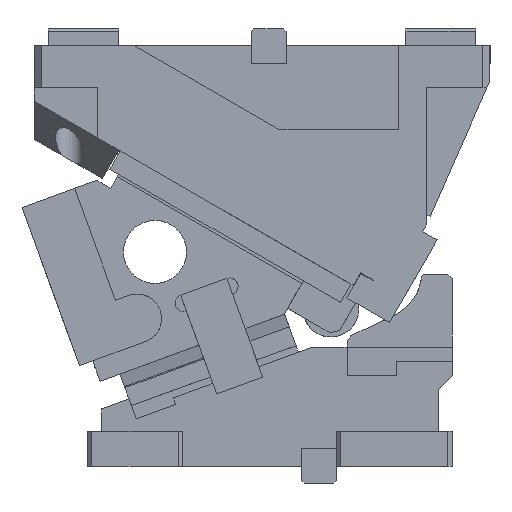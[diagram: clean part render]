
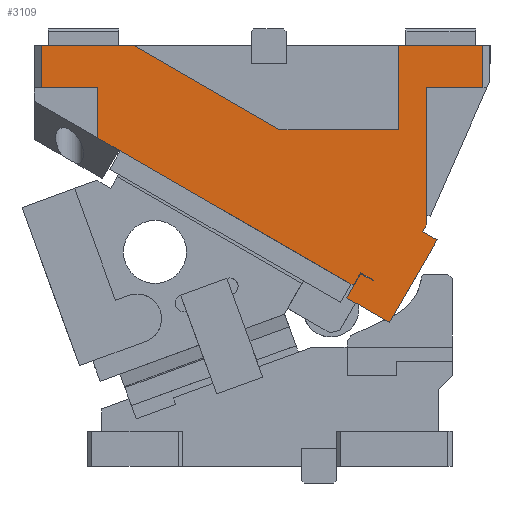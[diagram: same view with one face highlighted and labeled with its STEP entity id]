
A CAD part, left-side view. The second image highlights one B-rep face of the part: STEP entity #3109.
In plain terms, the highlighted planar face has unit normal (-1, 0, 0).
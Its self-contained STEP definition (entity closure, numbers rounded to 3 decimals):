
#1000=CARTESIAN_POINT('Vertex',(492.656,492.725,0.)) ;
#1003=CARTESIAN_POINT('Line Origine',(492.656,492.725,-15.)) ;
#1007=CARTESIAN_POINT('Vertex',(492.656,492.725,-30.)) ;
#1028=CARTESIAN_POINT('Line Origine',(492.656,512.725,-30.)) ;
#1032=CARTESIAN_POINT('Vertex',(492.656,532.725,-30.)) ;
#2023=CARTESIAN_POINT('Vertex',(492.656,807.725,0.)) ;
#2026=CARTESIAN_POINT('Line Origine',(492.656,774.609,0.)) ;
#2030=CARTESIAN_POINT('Vertex',(492.656,741.494,0.)) ;
#2675=CARTESIAN_POINT('Line Origine',(492.656,532.725,-78.536)) ;
#2679=CARTESIAN_POINT('Vertex',(492.656,532.725,-127.072)) ;
#2821=CARTESIAN_POINT('Vertex',(492.656,552.725,0.)) ;
#2824=CARTESIAN_POINT('Line Origine',(492.656,522.725,0.)) ;
#2941=CARTESIAN_POINT('Axis2P3D Location',(492.656,646.596,-62.301)) ;
#2946=CARTESIAN_POINT('Line Origine',(492.656,587.846,-169.544)) ;
#2950=CARTESIAN_POINT('Vertex',(492.656,588.712,-169.044)) ;
#2952=CARTESIAN_POINT('Vertex',(492.656,586.98,-170.044)) ;
#2955=CARTESIAN_POINT('Line Origine',(492.656,586.114,-170.544)) ;
#2959=CARTESIAN_POINT('Vertex',(492.656,585.248,-171.044)) ;
#2962=CARTESIAN_POINT('Line Origine',(492.656,582.623,-166.497)) ;
#2966=CARTESIAN_POINT('Vertex',(492.656,579.998,-161.95)) ;
#2969=CARTESIAN_POINT('Line Origine',(492.656,575.451,-164.575)) ;
#2973=CARTESIAN_POINT('Vertex',(492.656,570.904,-167.2)) ;
#2976=CARTESIAN_POINT('Line Origine',(492.656,571.029,-167.417)) ;
#2980=CARTESIAN_POINT('Vertex',(492.656,571.154,-167.633)) ;
#2983=CARTESIAN_POINT('Line Origine',(492.656,575.484,-165.133)) ;
#2987=CARTESIAN_POINT('Vertex',(492.656,579.815,-162.633)) ;
#2990=CARTESIAN_POINT('Line Origine',(492.656,584.815,-171.294)) ;
#2994=CARTESIAN_POINT('Vertex',(492.656,589.815,-179.954)) ;
#2997=CARTESIAN_POINT('Line Origine',(492.656,574.659,-188.704)) ;
#3001=CARTESIAN_POINT('Vertex',(492.656,559.504,-197.454)) ;
#3004=CARTESIAN_POINT('Line Origine',(492.656,542.504,-168.009)) ;
#3008=CARTESIAN_POINT('Vertex',(492.656,525.504,-138.564)) ;
#3011=CARTESIAN_POINT('Line Origine',(492.656,530.7,-135.564)) ;
#3015=CARTESIAN_POINT('Vertex',(492.656,535.896,-132.564)) ;
#3018=CARTESIAN_POINT('Line Origine',(492.656,534.311,-129.818)) ;
#3023=CARTESIAN_POINT('Line Origine',(492.656,552.725,-29.999)) ;
#3027=CARTESIAN_POINT('Vertex',(492.656,552.725,-59.997)) ;
#3030=CARTESIAN_POINT('Line Origine',(492.656,595.154,-59.997)) ;
#3034=CARTESIAN_POINT('Vertex',(492.656,637.583,-59.997)) ;
#3037=CARTESIAN_POINT('Line Origine',(492.656,689.538,-29.999)) ;
#3042=CARTESIAN_POINT('Line Origine',(492.656,807.725,-15.)) ;
#3046=CARTESIAN_POINT('Vertex',(492.656,807.725,-30.)) ;
#3049=CARTESIAN_POINT('Line Origine',(492.656,787.725,-30.)) ;
#3053=CARTESIAN_POINT('Vertex',(492.656,767.725,-30.)) ;
#3056=CARTESIAN_POINT('Line Origine',(492.656,767.725,-47.845)) ;
#3060=CARTESIAN_POINT('Vertex',(492.656,767.725,-65.69)) ;
#3063=CARTESIAN_POINT('Line Origine',(492.656,759.625,-70.367)) ;
#3067=CARTESIAN_POINT('Vertex',(492.656,751.524,-75.044)) ;
#3070=CARTESIAN_POINT('Line Origine',(492.656,750.658,-75.544)) ;
#3074=CARTESIAN_POINT('Vertex',(492.656,749.792,-76.044)) ;
#3077=CARTESIAN_POINT('Line Origine',(492.656,669.252,-122.544)) ;
#1004=DIRECTION('Vector Direction',(0.,0.,-1.)) ;
#1029=DIRECTION('Vector Direction',(0.,-1.,0.)) ;
#2027=DIRECTION('Vector Direction',(0.,-1.,0.)) ;
#2676=DIRECTION('Vector Direction',(0.,0.,1.)) ;
#2825=DIRECTION('Vector Direction',(0.,-1.,0.)) ;
#2942=DIRECTION('Axis2P3D Direction',(1.,0.,0.)) ;
#2943=DIRECTION('Axis2P3D XDirection',(0.,1.,0.)) ;
#2947=DIRECTION('Vector Direction',(0.,-0.866,-0.5)) ;
#2956=DIRECTION('Vector Direction',(0.,-0.866,-0.5)) ;
#2963=DIRECTION('Vector Direction',(0.,-0.5,0.866)) ;
#2970=DIRECTION('Vector Direction',(0.,-0.866,-0.5)) ;
#2977=DIRECTION('Vector Direction',(0.,0.5,-0.866)) ;
#2984=DIRECTION('Vector Direction',(0.,-0.866,-0.5)) ;
#2991=DIRECTION('Vector Direction',(0.,-0.5,0.866)) ;
#2998=DIRECTION('Vector Direction',(0.,0.866,0.5)) ;
#3005=DIRECTION('Vector Direction',(0.,0.5,-0.866)) ;
#3012=DIRECTION('Vector Direction',(0.,0.866,0.5)) ;
#3019=DIRECTION('Vector Direction',(0.,0.5,-0.866)) ;
#3024=DIRECTION('Vector Direction',(0.,0.,-1.)) ;
#3031=DIRECTION('Vector Direction',(0.,1.,0.)) ;
#3038=DIRECTION('Vector Direction',(0.,0.866,0.5)) ;
#3043=DIRECTION('Vector Direction',(0.,0.,1.)) ;
#3050=DIRECTION('Vector Direction',(0.,-1.,0.)) ;
#3057=DIRECTION('Vector Direction',(0.,0.,-1.)) ;
#3064=DIRECTION('Vector Direction',(0.,-0.866,-0.5)) ;
#3071=DIRECTION('Vector Direction',(0.,-0.866,-0.5)) ;
#3078=DIRECTION('Vector Direction',(0.,-0.866,-0.5)) ;
#2944=AXIS2_PLACEMENT_3D('Plane Axis2P3D',#2941,#2942,#2943) ;
#3083=ORIENTED_EDGE('',*,*,#2954,.T.) ;
#3084=ORIENTED_EDGE('',*,*,#2961,.T.) ;
#3085=ORIENTED_EDGE('',*,*,#2968,.T.) ;
#3086=ORIENTED_EDGE('',*,*,#2975,.T.) ;
#3087=ORIENTED_EDGE('',*,*,#2982,.T.) ;
#3088=ORIENTED_EDGE('',*,*,#2989,.F.) ;
#3089=ORIENTED_EDGE('',*,*,#2996,.F.) ;
#3090=ORIENTED_EDGE('',*,*,#3003,.F.) ;
#3091=ORIENTED_EDGE('',*,*,#3010,.F.) ;
#3092=ORIENTED_EDGE('',*,*,#3017,.T.) ;
#3093=ORIENTED_EDGE('',*,*,#3022,.F.) ;
#3094=ORIENTED_EDGE('',*,*,#2681,.T.) ;
#3095=ORIENTED_EDGE('',*,*,#1034,.T.) ;
#3096=ORIENTED_EDGE('',*,*,#1009,.F.) ;
#3097=ORIENTED_EDGE('',*,*,#2828,.F.) ;
#3098=ORIENTED_EDGE('',*,*,#3029,.T.) ;
#3099=ORIENTED_EDGE('',*,*,#3036,.T.) ;
#3100=ORIENTED_EDGE('',*,*,#3041,.T.) ;
#3101=ORIENTED_EDGE('',*,*,#2032,.F.) ;
#3102=ORIENTED_EDGE('',*,*,#3048,.F.) ;
#3103=ORIENTED_EDGE('',*,*,#3055,.T.) ;
#3104=ORIENTED_EDGE('',*,*,#3062,.T.) ;
#3105=ORIENTED_EDGE('',*,*,#3069,.T.) ;
#3106=ORIENTED_EDGE('',*,*,#3076,.T.) ;
#3107=ORIENTED_EDGE('',*,*,#3081,.T.) ;
#1005=VECTOR('Line Direction',#1004,1.) ;
#1030=VECTOR('Line Direction',#1029,1.) ;
#2028=VECTOR('Line Direction',#2027,1.) ;
#2677=VECTOR('Line Direction',#2676,1.) ;
#2826=VECTOR('Line Direction',#2825,1.) ;
#2948=VECTOR('Line Direction',#2947,1.) ;
#2957=VECTOR('Line Direction',#2956,1.) ;
#2964=VECTOR('Line Direction',#2963,1.) ;
#2971=VECTOR('Line Direction',#2970,1.) ;
#2978=VECTOR('Line Direction',#2977,1.) ;
#2985=VECTOR('Line Direction',#2984,1.) ;
#2992=VECTOR('Line Direction',#2991,1.) ;
#2999=VECTOR('Line Direction',#2998,1.) ;
#3006=VECTOR('Line Direction',#3005,1.) ;
#3013=VECTOR('Line Direction',#3012,1.) ;
#3020=VECTOR('Line Direction',#3019,1.) ;
#3025=VECTOR('Line Direction',#3024,1.) ;
#3032=VECTOR('Line Direction',#3031,1.) ;
#3039=VECTOR('Line Direction',#3038,1.) ;
#3044=VECTOR('Line Direction',#3043,1.) ;
#3051=VECTOR('Line Direction',#3050,1.) ;
#3058=VECTOR('Line Direction',#3057,1.) ;
#3065=VECTOR('Line Direction',#3064,1.) ;
#3072=VECTOR('Line Direction',#3071,1.) ;
#3079=VECTOR('Line Direction',#3078,1.) ;
#3109=ADVANCED_FACE('CAM HOLDER',(#3108),#2945,.F.) ;
#1009=EDGE_CURVE('',#1001,#1008,#1006,.T.) ;
#1034=EDGE_CURVE('',#1033,#1008,#1031,.T.) ;
#2032=EDGE_CURVE('',#2024,#2031,#2029,.T.) ;
#2681=EDGE_CURVE('',#2680,#1033,#2678,.T.) ;
#2828=EDGE_CURVE('',#2822,#1001,#2827,.T.) ;
#2954=EDGE_CURVE('',#2951,#2953,#2949,.T.) ;
#2961=EDGE_CURVE('',#2953,#2960,#2958,.T.) ;
#2968=EDGE_CURVE('',#2960,#2967,#2965,.T.) ;
#2975=EDGE_CURVE('',#2967,#2974,#2972,.T.) ;
#2982=EDGE_CURVE('',#2974,#2981,#2979,.T.) ;
#2989=EDGE_CURVE('',#2988,#2981,#2986,.T.) ;
#2996=EDGE_CURVE('',#2995,#2988,#2993,.T.) ;
#3003=EDGE_CURVE('',#3002,#2995,#3000,.T.) ;
#3010=EDGE_CURVE('',#3009,#3002,#3007,.T.) ;
#3017=EDGE_CURVE('',#3009,#3016,#3014,.T.) ;
#3022=EDGE_CURVE('',#2680,#3016,#3021,.T.) ;
#3029=EDGE_CURVE('',#2822,#3028,#3026,.T.) ;
#3036=EDGE_CURVE('',#3028,#3035,#3033,.T.) ;
#3041=EDGE_CURVE('',#3035,#2031,#3040,.T.) ;
#3048=EDGE_CURVE('',#3047,#2024,#3045,.T.) ;
#3055=EDGE_CURVE('',#3047,#3054,#3052,.T.) ;
#3062=EDGE_CURVE('',#3054,#3061,#3059,.T.) ;
#3069=EDGE_CURVE('',#3061,#3068,#3066,.T.) ;
#3076=EDGE_CURVE('',#3068,#3075,#3073,.T.) ;
#3081=EDGE_CURVE('',#3075,#2951,#3080,.T.) ;
#3082=EDGE_LOOP('',(#3083,#3084,#3085,#3086,#3087,#3088,#3089,#3090,#3091,#3092,#3093,#3094,#3095,#3096,#3097,#3098,#3099,#3100,#3101,#3102,#3103,#3104,#3105,#3106,#3107)) ;
#3108=FACE_OUTER_BOUND('',#3082,.T.) ;
#1006=LINE('Line',#1003,#1005) ;
#1031=LINE('Line',#1028,#1030) ;
#2029=LINE('Line',#2026,#2028) ;
#2678=LINE('Line',#2675,#2677) ;
#2827=LINE('Line',#2824,#2826) ;
#2949=LINE('Line',#2946,#2948) ;
#2958=LINE('Line',#2955,#2957) ;
#2965=LINE('Line',#2962,#2964) ;
#2972=LINE('Line',#2969,#2971) ;
#2979=LINE('Line',#2976,#2978) ;
#2986=LINE('Line',#2983,#2985) ;
#2993=LINE('Line',#2990,#2992) ;
#3000=LINE('Line',#2997,#2999) ;
#3007=LINE('Line',#3004,#3006) ;
#3014=LINE('Line',#3011,#3013) ;
#3021=LINE('Line',#3018,#3020) ;
#3026=LINE('Line',#3023,#3025) ;
#3033=LINE('Line',#3030,#3032) ;
#3040=LINE('Line',#3037,#3039) ;
#3045=LINE('Line',#3042,#3044) ;
#3052=LINE('Line',#3049,#3051) ;
#3059=LINE('Line',#3056,#3058) ;
#3066=LINE('Line',#3063,#3065) ;
#3073=LINE('Line',#3070,#3072) ;
#3080=LINE('Line',#3077,#3079) ;
#2945=PLANE('Plane',#2944) ;
#1001=VERTEX_POINT('',#1000) ;
#1008=VERTEX_POINT('',#1007) ;
#1033=VERTEX_POINT('',#1032) ;
#2024=VERTEX_POINT('',#2023) ;
#2031=VERTEX_POINT('',#2030) ;
#2680=VERTEX_POINT('',#2679) ;
#2822=VERTEX_POINT('',#2821) ;
#2951=VERTEX_POINT('',#2950) ;
#2953=VERTEX_POINT('',#2952) ;
#2960=VERTEX_POINT('',#2959) ;
#2967=VERTEX_POINT('',#2966) ;
#2974=VERTEX_POINT('',#2973) ;
#2981=VERTEX_POINT('',#2980) ;
#2988=VERTEX_POINT('',#2987) ;
#2995=VERTEX_POINT('',#2994) ;
#3002=VERTEX_POINT('',#3001) ;
#3009=VERTEX_POINT('',#3008) ;
#3016=VERTEX_POINT('',#3015) ;
#3028=VERTEX_POINT('',#3027) ;
#3035=VERTEX_POINT('',#3034) ;
#3047=VERTEX_POINT('',#3046) ;
#3054=VERTEX_POINT('',#3053) ;
#3061=VERTEX_POINT('',#3060) ;
#3068=VERTEX_POINT('',#3067) ;
#3075=VERTEX_POINT('',#3074) ;
